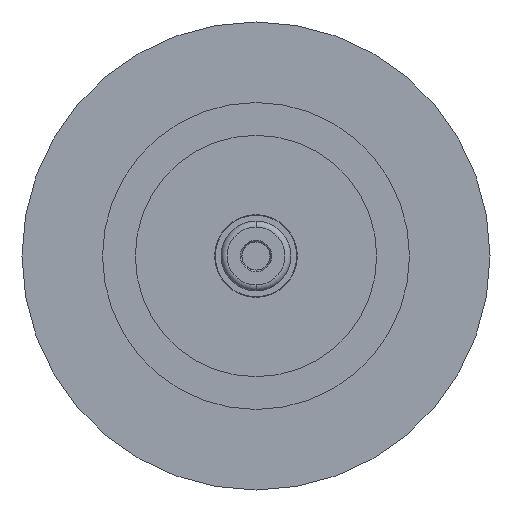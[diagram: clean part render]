
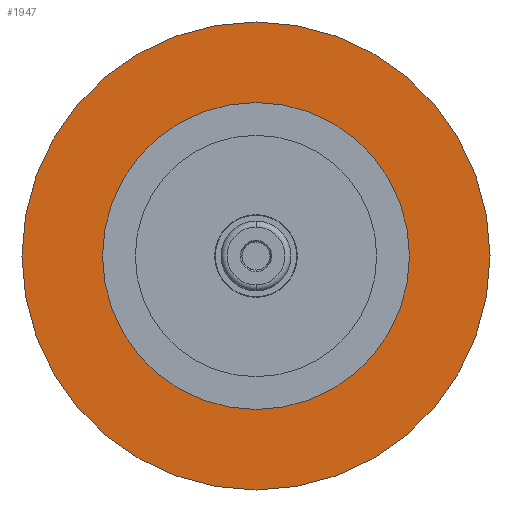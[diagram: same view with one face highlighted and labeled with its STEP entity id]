
A CAD part, front view. The second image highlights one B-rep face of the part: STEP entity #1947.
In plain terms, the highlighted planar face has unit normal (0, -1, 0).
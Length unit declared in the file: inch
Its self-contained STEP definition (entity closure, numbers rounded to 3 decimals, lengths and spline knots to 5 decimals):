
#63 = CARTESIAN_POINT ( 'NONE',  ( 0., 0., 0.515 ) ) ;
#66 = CARTESIAN_POINT ( 'NONE',  ( 0., 0., 0. ) ) ;
#68 = DIRECTION ( 'NONE',  ( 0., 1., 0. ) ) ;
#72 = DIRECTION ( 'NONE',  ( 0., 0., 1. ) ) ;
#127 = AXIS2_PLACEMENT_3D ( 'NONE', #750, #751, #752 ) ;
#165 = DIRECTION ( 'NONE',  ( 0., 0., 1. ) ) ;
#166 = CARTESIAN_POINT ( 'NONE',  ( 0., 0., 0. ) ) ;
#168 = DIRECTION ( 'NONE',  ( 0., 1., 0. ) ) ;
#190 = AXIS2_PLACEMENT_3D ( 'NONE', #66, #68, #72 ) ;
#203 = AXIS2_PLACEMENT_3D ( 'NONE', #166, #168, #165 ) ;
#218 = AXIS2_PLACEMENT_3D ( 'NONE', #510, #509, #507 ) ;
#507 = DIRECTION ( 'NONE',  ( 0., 0., 1. ) ) ;
#509 = DIRECTION ( 'NONE',  ( 0., 1., 0. ) ) ;
#510 = CARTESIAN_POINT ( 'NONE',  ( 0., 0., 0. ) ) ;
#651 = EDGE_CURVE ( 'NONE', #1461, #1346, #1479, .T. ) ;
#750 = CARTESIAN_POINT ( 'NONE',  ( 0., 0., 0. ) ) ;
#751 = DIRECTION ( 'NONE',  ( 0., 1., 0. ) ) ;
#752 = DIRECTION ( 'NONE',  ( 0., 0., 1. ) ) ;
#806 = DIRECTION ( 'NONE',  ( 0., -1., 0. ) ) ;
#812 = DIRECTION ( 'NONE',  ( 0., 0., -1. ) ) ;
#830 = PLANE ( 'NONE',  #2053 ) ;
#839 = CARTESIAN_POINT ( 'NONE',  ( -0.785, 0., 0. ) ) ;
#897 = EDGE_CURVE ( 'NONE', #1346, #1461, #1654, .T. ) ;
#903 = EDGE_CURVE ( 'NONE', #1364, #920, #1675, .T. ) ;
#920 = VERTEX_POINT ( 'NONE', #63 ) ;
#1110 = ORIENTED_EDGE ( 'NONE', *, *, #897, .F. ) ;
#1113 = EDGE_LOOP ( 'NONE', ( #1388, #1552 ) ) ;
#1308 = EDGE_LOOP ( 'NONE', ( #1110, #1370 ) ) ;
#1346 = VERTEX_POINT ( 'NONE', #1975 ) ;
#1364 = VERTEX_POINT ( 'NONE', #1978 ) ;
#1370 = ORIENTED_EDGE ( 'NONE', *, *, #651, .F. ) ;
#1388 = ORIENTED_EDGE ( 'NONE', *, *, #2160, .T. ) ;
#1461 = VERTEX_POINT ( 'NONE', #2125 ) ;
#1479 = CIRCLE ( 'NONE', #203, 0.785 ) ;
#1552 = ORIENTED_EDGE ( 'NONE', *, *, #903, .T. ) ;
#1654 = CIRCLE ( 'NONE', #218, 0.785 ) ;
#1675 = CIRCLE ( 'NONE', #190, 0.515 ) ;
#1687 = FACE_BOUND ( 'NONE', #1113, .T. ) ;
#1692 = FACE_OUTER_BOUND ( 'NONE', #1308, .T. ) ;
#1798 = CIRCLE ( 'NONE', #127, 0.515 ) ;
#1947 = ADVANCED_FACE ( 'NONE', ( #1687, #1692 ), #830, .T. ) ;
#1975 = CARTESIAN_POINT ( 'NONE',  ( 0., 0., 0.785 ) ) ;
#1978 = CARTESIAN_POINT ( 'NONE',  ( 0., 0., -0.515 ) ) ;
#2053 = AXIS2_PLACEMENT_3D ( 'NONE', #839, #806, #812 ) ;
#2125 = CARTESIAN_POINT ( 'NONE',  ( 0., 0., -0.785 ) ) ;
#2160 = EDGE_CURVE ( 'NONE', #920, #1364, #1798, .T. ) ;
